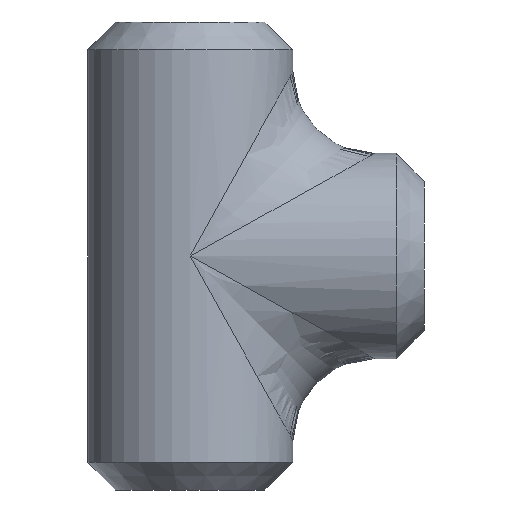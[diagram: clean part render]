
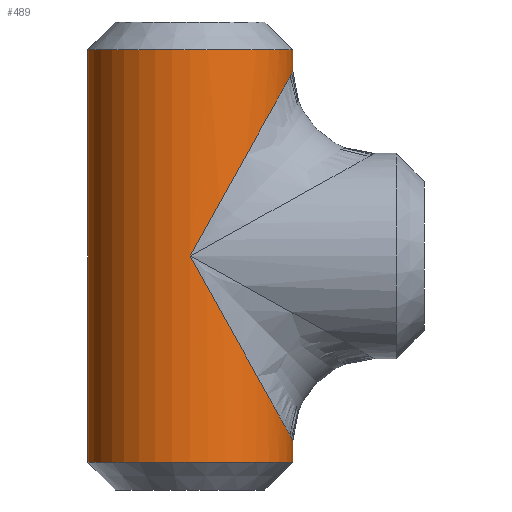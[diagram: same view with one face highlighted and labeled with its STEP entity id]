
A CAD part, front view. The second image highlights one B-rep face of the part: STEP entity #489.
In plain terms, the highlighted cylindrical face has radius 16.7 mm (diameter 33.4 mm), a partial arc.
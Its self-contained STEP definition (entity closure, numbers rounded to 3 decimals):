
#8 = EDGE_CURVE ( 'NONE', #167, #837, #324, .T. ) ;
#39 = ORIENTED_EDGE ( 'NONE', *, *, #818, .T. ) ;
#58 = ORIENTED_EDGE ( 'NONE', *, *, #883, .F. ) ;
#98 = FACE_OUTER_BOUND ( 'NONE', #538, .T. ) ;
#132 = ORIENTED_EDGE ( 'NONE', *, *, #638, .T. ) ;
#138 = CARTESIAN_POINT ( 'NONE',  ( 16.7, -9.783, 30.06 ) ) ;
#167 = VERTEX_POINT ( 'NONE', #804 ) ;
#182 = VERTEX_POINT ( 'NONE', #213 ) ;
#189 = VERTEX_POINT ( 'NONE', #316 ) ;
#213 = CARTESIAN_POINT ( 'NONE',  ( 16.7, 0., 33.56 ) ) ;
#230 = DIRECTION ( 'NONE',  ( 1., 0., 0. ) ) ;
#312 = ORIENTED_EDGE ( 'NONE', *, *, #835, .T. ) ;
#316 = CARTESIAN_POINT ( 'NONE',  ( -16.7, 0., -33.56 ) ) ;
#320 = AXIS2_PLACEMENT_3D ( 'NONE', #468, #1170, #581 ) ;
#323 = CARTESIAN_POINT ( 'NONE',  ( 16.7, 0., -30.06 ) ) ;
#324 =( BOUNDED_CURVE ( )  B_SPLINE_CURVE ( 3, ( #1250, #1226, #138, #1233 ),
 .UNSPECIFIED., .F., .F. ) 
 B_SPLINE_CURVE_WITH_KNOTS ( ( 4, 4 ),
 ( 1.571, 3.142 ),
 .UNSPECIFIED. ) 
 CURVE ( )  GEOMETRIC_REPRESENTATION_ITEM ( )  RATIONAL_B_SPLINE_CURVE ( ( 1., 0.805, 0.805, 1. ) ) 
 REPRESENTATION_ITEM ( '' )  );
#405 = EDGE_CURVE ( 'NONE', #1113, #874, #1281, .T. ) ;
#417 = ORIENTED_EDGE ( 'NONE', *, *, #405, .F. ) ;
#468 = CARTESIAN_POINT ( 'NONE',  ( 0., 0., 38.1 ) ) ;
#489 = ADVANCED_FACE ( 'NONE', ( #98 ), #1285, .T. ) ;
#506 = EDGE_CURVE ( 'NONE', #182, #1106, #1008, .T. ) ;
#522 = DIRECTION ( 'NONE',  ( 0., 0., 1. ) ) ;
#538 = EDGE_LOOP ( 'NONE', ( #58, #775, #39, #312, #417, #132, #1212 ) ) ;
#557 = DIRECTION ( 'NONE',  ( 0., 0., -1. ) ) ;
#581 = DIRECTION ( 'NONE',  ( -1., 0., 0. ) ) ;
#590 = DIRECTION ( 'NONE',  ( 0., 0., -1. ) ) ;
#619 = DIRECTION ( 'NONE',  ( 0., 0., -1. ) ) ;
#625 = CARTESIAN_POINT ( 'NONE',  ( 16.7, 0., 30.06 ) ) ;
#638 = EDGE_CURVE ( 'NONE', #1113, #167, #903, .T. ) ;
#646 = LINE ( 'NONE', #846, #1280 ) ;
#662 = DIRECTION ( 'NONE',  ( 1., 0., 0. ) ) ;
#677 = AXIS2_PLACEMENT_3D ( 'NONE', #1269, #590, #662 ) ;
#723 = CARTESIAN_POINT ( 'NONE',  ( 0., 0., -33.56 ) ) ;
#744 = VECTOR ( 'NONE', #619, 1000. ) ;
#775 = ORIENTED_EDGE ( 'NONE', *, *, #506, .T. ) ;
#780 = CARTESIAN_POINT ( 'NONE',  ( -16.7, 0., 33.56 ) ) ;
#804 = CARTESIAN_POINT ( 'NONE',  ( 0., -16.7, 0. ) ) ;
#818 = EDGE_CURVE ( 'NONE', #1106, #189, #918, .T. ) ;
#835 = EDGE_CURVE ( 'NONE', #189, #874, #980, .T. ) ;
#837 = VERTEX_POINT ( 'NONE', #625 ) ;
#839 = CARTESIAN_POINT ( 'NONE',  ( -16.7, 0., 38.1 ) ) ;
#846 = CARTESIAN_POINT ( 'NONE',  ( 16.7, 0., 38.1 ) ) ;
#871 = DIRECTION ( 'NONE',  ( 0., 0., -1. ) ) ;
#874 = VERTEX_POINT ( 'NONE', #1055 ) ;
#883 = EDGE_CURVE ( 'NONE', #182, #837, #646, .T. ) ;
#903 =( BOUNDED_CURVE ( )  B_SPLINE_CURVE ( 3, ( #1152, #934, #1038, #1231 ),
 .UNSPECIFIED., .F., .F. ) 
 B_SPLINE_CURVE_WITH_KNOTS ( ( 4, 4 ),
 ( 3.142, 4.712 ),
 .UNSPECIFIED. ) 
 CURVE ( )  GEOMETRIC_REPRESENTATION_ITEM ( )  RATIONAL_B_SPLINE_CURVE ( ( 1., 0.805, 0.805, 1. ) ) 
 REPRESENTATION_ITEM ( '' )  );
#918 = LINE ( 'NONE', #839, #744 ) ;
#934 = CARTESIAN_POINT ( 'NONE',  ( 16.7, -9.783, -30.06 ) ) ;
#980 = CIRCLE ( 'NONE', #1141, 16.7 ) ;
#1008 = CIRCLE ( 'NONE', #677, 16.7 ) ;
#1038 = CARTESIAN_POINT ( 'NONE',  ( 9.783, -16.7, -17.609 ) ) ;
#1055 = CARTESIAN_POINT ( 'NONE',  ( 16.7, 0., -33.56 ) ) ;
#1074 = CARTESIAN_POINT ( 'NONE',  ( 16.7, 0., 38.1 ) ) ;
#1106 = VERTEX_POINT ( 'NONE', #780 ) ;
#1113 = VERTEX_POINT ( 'NONE', #323 ) ;
#1141 = AXIS2_PLACEMENT_3D ( 'NONE', #723, #522, #230 ) ;
#1152 = CARTESIAN_POINT ( 'NONE',  ( 16.7, 0., -30.06 ) ) ;
#1170 = DIRECTION ( 'NONE',  ( 0., 0., -1. ) ) ;
#1212 = ORIENTED_EDGE ( 'NONE', *, *, #8, .T. ) ;
#1226 = CARTESIAN_POINT ( 'NONE',  ( 9.783, -16.7, 17.609 ) ) ;
#1231 = CARTESIAN_POINT ( 'NONE',  ( 0., -16.7, 0. ) ) ;
#1233 = CARTESIAN_POINT ( 'NONE',  ( 16.7, 0., 30.06 ) ) ;
#1235 = VECTOR ( 'NONE', #871, 1000. ) ;
#1250 = CARTESIAN_POINT ( 'NONE',  ( 0., -16.7, 0. ) ) ;
#1269 = CARTESIAN_POINT ( 'NONE',  ( 0., 0., 33.56 ) ) ;
#1280 = VECTOR ( 'NONE', #557, 1000. ) ;
#1281 = LINE ( 'NONE', #1074, #1235 ) ;
#1285 = CYLINDRICAL_SURFACE ( 'NONE', #320, 16.7 ) ;
